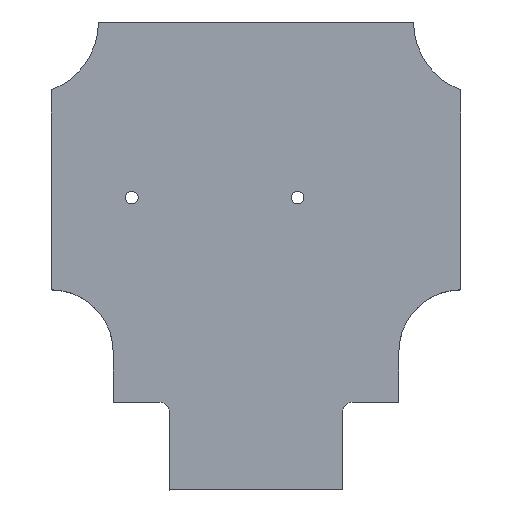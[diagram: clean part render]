
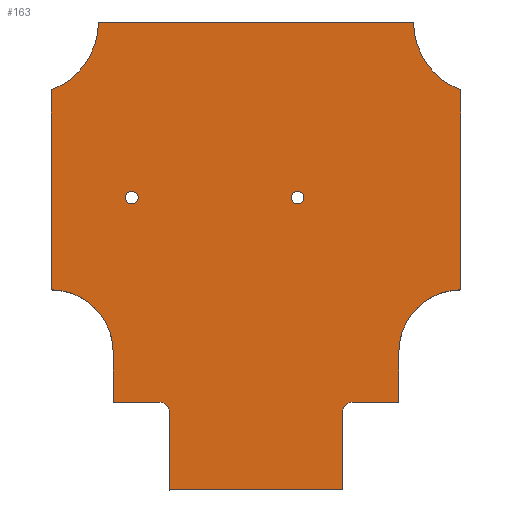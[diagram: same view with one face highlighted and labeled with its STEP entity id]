
A CAD part, top view. The second image highlights one B-rep face of the part: STEP entity #163.
In plain terms, the highlighted planar face has unit normal (0, 0, 1).
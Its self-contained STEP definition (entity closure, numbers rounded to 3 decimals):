
#163=ADVANCED_FACE('',(#350,#351,#352),#353,.T.);
#350=FACE_BOUND('',#562,.T.);
#351=FACE_BOUND('',#563,.T.);
#352=FACE_OUTER_BOUND('',#564,.T.);
#353=PLANE('',#565);
#562=EDGE_LOOP('',(#1003,#1004));
#563=EDGE_LOOP('',(#1005,#1006));
#564=EDGE_LOOP('',(#1007,#1008,#1009,#1010,#1011,#1012,#1013,#1014,#1015,#1016,#1017,#1018,#1019,#1020,#1021,#1022,#1023,#1024,#1025,#1026,#1027,#1028));
#565=AXIS2_PLACEMENT_3D('',#1029,#1030,#1031);
#1003=ORIENTED_EDGE('',*,*,#1492,.T.);
#1004=ORIENTED_EDGE('',*,*,#1432,.T.);
#1005=ORIENTED_EDGE('',*,*,#1507,.T.);
#1006=ORIENTED_EDGE('',*,*,#1401,.T.);
#1007=ORIENTED_EDGE('',*,*,#1477,.T.);
#1008=ORIENTED_EDGE('',*,*,#1454,.T.);
#1009=ORIENTED_EDGE('',*,*,#1459,.F.);
#1010=ORIENTED_EDGE('',*,*,#1485,.F.);
#1011=ORIENTED_EDGE('',*,*,#1508,.T.);
#1012=ORIENTED_EDGE('',*,*,#1509,.T.);
#1013=ORIENTED_EDGE('',*,*,#1510,.T.);
#1014=ORIENTED_EDGE('',*,*,#1511,.T.);
#1015=ORIENTED_EDGE('',*,*,#1498,.T.);
#1016=ORIENTED_EDGE('',*,*,#1512,.T.);
#1017=ORIENTED_EDGE('',*,*,#1505,.T.);
#1018=ORIENTED_EDGE('',*,*,#1513,.T.);
#1019=ORIENTED_EDGE('',*,*,#1321,.T.);
#1020=ORIENTED_EDGE('',*,*,#1501,.T.);
#1021=ORIENTED_EDGE('',*,*,#1514,.T.);
#1022=ORIENTED_EDGE('',*,*,#1515,.T.);
#1023=ORIENTED_EDGE('',*,*,#1482,.T.);
#1024=ORIENTED_EDGE('',*,*,#1516,.T.);
#1025=ORIENTED_EDGE('',*,*,#1383,.T.);
#1026=ORIENTED_EDGE('',*,*,#1403,.F.);
#1027=ORIENTED_EDGE('',*,*,#1328,.F.);
#1028=ORIENTED_EDGE('',*,*,#1517,.T.);
#1029=CARTESIAN_POINT('',(0.,2.887,11.905));
#1030=DIRECTION('',(0.0,0.0,1.0));
#1031=DIRECTION('',(1.0,0.0,0.0));
#1321=EDGE_CURVE('',#1588,#1585,#1589,.F.);
#1328=EDGE_CURVE('',#1599,#1595,#1601,.T.);
#1383=EDGE_CURVE('',#1705,#1703,#1706,.F.);
#1401=EDGE_CURVE('',#1730,#1734,#1736,.T.);
#1403=EDGE_CURVE('',#1595,#1703,#1738,.T.);
#1432=EDGE_CURVE('',#1780,#1784,#1786,.T.);
#1454=EDGE_CURVE('',#1818,#1816,#1819,.F.);
#1459=EDGE_CURVE('',#1823,#1816,#1825,.T.);
#1477=EDGE_CURVE('',#1849,#1818,#1850,.F.);
#1482=EDGE_CURVE('',#1853,#1855,#1857,.F.);
#1485=EDGE_CURVE('',#1859,#1823,#1861,.T.);
#1492=EDGE_CURVE('',#1784,#1780,#1869,.T.);
#1498=EDGE_CURVE('',#1872,#1875,#1877,.F.);
#1501=EDGE_CURVE('',#1585,#1879,#1881,.F.);
#1505=EDGE_CURVE('',#1883,#1885,#1887,.F.);
#1507=EDGE_CURVE('',#1734,#1730,#1889,.T.);
#1508=EDGE_CURVE('',#1859,#1890,#1891,.F.);
#1509=EDGE_CURVE('',#1890,#1892,#1893,.F.);
#1510=EDGE_CURVE('',#1892,#1894,#1895,.F.);
#1511=EDGE_CURVE('',#1894,#1872,#1896,.F.);
#1512=EDGE_CURVE('',#1875,#1883,#1897,.F.);
#1513=EDGE_CURVE('',#1885,#1588,#1898,.T.);
#1514=EDGE_CURVE('',#1879,#1899,#1900,.F.);
#1515=EDGE_CURVE('',#1899,#1853,#1901,.F.);
#1516=EDGE_CURVE('',#1855,#1705,#1902,.F.);
#1517=EDGE_CURVE('',#1599,#1849,#1903,.F.);
#1585=VERTEX_POINT('',#1982);
#1588=VERTEX_POINT('',#1986);
#1589=CIRCLE('',#1987,17.25);
#1595=VERTEX_POINT('',#1994);
#1599=VERTEX_POINT('',#1999);
#1601=CIRCLE('',#2002,2.25);
#1703=VERTEX_POINT('',#2134);
#1705=VERTEX_POINT('',#2137);
#1706=LINE('',#2138,#2139);
#1730=VERTEX_POINT('',#2171);
#1734=VERTEX_POINT('',#2176);
#1736=CIRCLE('',#2179,1.5);
#1738=CIRCLE('',#2181,2.25);
#1780=VERTEX_POINT('',#2238);
#1784=VERTEX_POINT('',#2243);
#1786=CIRCLE('',#2246,1.5);
#1816=VERTEX_POINT('',#2287);
#1818=VERTEX_POINT('',#2290);
#1819=LINE('',#2291,#2292);
#1823=VERTEX_POINT('',#2297);
#1825=CIRCLE('',#2300,2.25);
#1849=VERTEX_POINT('',#2331);
#1850=LINE('',#2332,#2333);
#1853=VERTEX_POINT('',#2337);
#1855=VERTEX_POINT('',#2340);
#1857=CIRCLE('',#2343,14.775);
#1859=VERTEX_POINT('',#2345);
#1861=CIRCLE('',#2348,2.25);
#1869=CIRCLE('',#2357,1.5);
#1872=VERTEX_POINT('',#2360);
#1875=VERTEX_POINT('',#2365);
#1877=LINE('',#2368,#2369);
#1879=VERTEX_POINT('',#2371);
#1881=CIRCLE('',#2374,17.25);
#1883=VERTEX_POINT('',#2376);
#1885=VERTEX_POINT('',#2379);
#1887=CIRCLE('',#2382,17.25);
#1889=CIRCLE('',#2384,1.5);
#1890=VERTEX_POINT('',#2385);
#1891=LINE('',#2386,#2387);
#1892=VERTEX_POINT('',#2388);
#1893=LINE('',#2389,#2390);
#1894=VERTEX_POINT('',#2391);
#1895=CIRCLE('',#2392,14.775);
#1896=CIRCLE('',#2393,14.775);
#1897=CIRCLE('',#2394,17.25);
#1898=LINE('',#2395,#2396);
#1899=VERTEX_POINT('',#2397);
#1900=LINE('',#2398,#2399);
#1901=CIRCLE('',#2400,14.775);
#1902=LINE('',#2401,#2402);
#1903=LINE('',#2403,#2404);
#1982=CARTESIAN_POINT('',(-40.641,45.772,11.905));
#1986=CARTESIAN_POINT('',(-37.51,55.682,11.905));
#1987=AXIS2_PLACEMENT_3D('',#2513,#2514,#2515);
#1994=CARTESIAN_POINT('',(-21.312,-35.492,11.905));
#1999=CARTESIAN_POINT('',(-20.653,-37.083,11.905));
#2002=AXIS2_PLACEMENT_3D('',#2525,#2526,#2527);
#2134=CARTESIAN_POINT('',(-22.903,-34.833,11.905));
#2137=CARTESIAN_POINT('',(-34.019,-34.833,11.905));
#2138=CARTESIAN_POINT('',(-13.793,-34.833,11.905));
#2139=VECTOR('',#2622,1.0);
#2171=CARTESIAN_POINT('',(9.917,12.389,11.905));
#2176=CARTESIAN_POINT('',(9.917,15.389,11.905));
#2179=AXIS2_PLACEMENT_3D('',#2645,#2646,#2647);
#2181=AXIS2_PLACEMENT_3D('',#2648,#2649,#2650);
#2238=CARTESIAN_POINT('',(-29.563,12.389,11.905));
#2243=CARTESIAN_POINT('',(-29.563,15.389,11.905));
#2246=AXIS2_PLACEMENT_3D('',#2683,#2684,#2685);
#2287=CARTESIAN_POINT('',(20.653,-37.083,11.905));
#2290=CARTESIAN_POINT('',(20.653,-55.682,11.905));
#2291=CARTESIAN_POINT('',(20.653,-21.311,11.905));
#2292=VECTOR('',#2713,1.0);
#2297=CARTESIAN_POINT('',(21.312,-35.492,11.905));
#2300=AXIS2_PLACEMENT_3D('',#2719,#2720,#2721);
#2331=CARTESIAN_POINT('',(-20.653,-55.682,11.905));
#2332=CARTESIAN_POINT('',(0.,-55.682,11.905));
#2333=VECTOR('',#2741,1.0);
#2337=CARTESIAN_POINT('',(-38.346,-12.393,11.905));
#2340=CARTESIAN_POINT('',(-34.019,-22.841,11.905));
#2343=AXIS2_PLACEMENT_3D('',#2745,#2746,#2747);
#2345=CARTESIAN_POINT('',(22.903,-34.833,11.905));
#2348=AXIS2_PLACEMENT_3D('',#2749,#2750,#2751);
#2357=AXIS2_PLACEMENT_3D('',#2759,#2760,#2761);
#2360=CARTESIAN_POINT('',(48.734,-8.066,11.905));
#2365=CARTESIAN_POINT('',(48.734,39.52,11.905));
#2368=CARTESIAN_POINT('',(48.734,9.288,11.905));
#2369=VECTOR('',#2768,1.0);
#2371=CARTESIAN_POINT('',(-48.734,39.52,11.905));
#2374=AXIS2_PLACEMENT_3D('',#2770,#2771,#2772);
#2376=CARTESIAN_POINT('',(40.641,45.772,11.905));
#2379=CARTESIAN_POINT('',(37.51,55.682,11.905));
#2382=AXIS2_PLACEMENT_3D('',#2775,#2776,#2777);
#2384=AXIS2_PLACEMENT_3D('',#2778,#2779,#2780);
#2385=CARTESIAN_POINT('',(34.019,-34.833,11.905));
#2386=CARTESIAN_POINT('',(13.793,-34.833,11.905));
#2387=VECTOR('',#2781,1.0);
#2388=CARTESIAN_POINT('',(34.019,-22.841,11.905));
#2389=CARTESIAN_POINT('',(34.019,-13.038,11.905));
#2390=VECTOR('',#2782,1.0);
#2391=CARTESIAN_POINT('',(38.346,-12.393,11.905));
#2392=AXIS2_PLACEMENT_3D('',#2783,#2784,#2785);
#2393=AXIS2_PLACEMENT_3D('',#2786,#2787,#2788);
#2394=AXIS2_PLACEMENT_3D('',#2789,#2790,#2791);
#2395=CARTESIAN_POINT('',(37.76,55.682,11.905));
#2396=VECTOR('',#2792,1.0);
#2397=CARTESIAN_POINT('',(-48.734,-8.066,11.905));
#2398=CARTESIAN_POINT('',(-48.734,9.288,11.905));
#2399=VECTOR('',#2793,1.0);
#2400=AXIS2_PLACEMENT_3D('',#2794,#2795,#2796);
#2401=CARTESIAN_POINT('',(-34.019,-13.038,11.905));
#2402=VECTOR('',#2797,1.0);
#2403=CARTESIAN_POINT('',(-20.653,-21.311,11.905));
#2404=VECTOR('',#2798,1.0);
#2513=CARTESIAN_POINT('',(-54.76,55.682,11.905));
#2514=DIRECTION('',(0.0,0.0,1.0));
#2515=DIRECTION('',(0.818,-0.575,0.0));
#2525=CARTESIAN_POINT('',(-22.903,-37.083,11.905));
#2526=DIRECTION('',(0.0,-0.0,1.0));
#2527=DIRECTION('',(0.707,0.707,0.0));
#2622=DIRECTION('',(-1.0,0.,0.0));
#2645=CARTESIAN_POINT('',(9.917,13.889,11.905));
#2646=DIRECTION('',(0.0,-0.0,-1.0));
#2647=DIRECTION('',(0.,-1.0,0.0));
#2648=CARTESIAN_POINT('',(-22.903,-37.083,11.905));
#2649=DIRECTION('',(0.0,-0.0,1.0));
#2650=DIRECTION('',(0.707,0.707,0.0));
#2683=CARTESIAN_POINT('',(-29.563,13.889,11.905));
#2684=DIRECTION('',(0.0,-0.0,-1.0));
#2685=DIRECTION('',(0.,-1.0,0.0));
#2713=DIRECTION('',(0.,-1.0,0.0));
#2719=CARTESIAN_POINT('',(22.903,-37.083,11.905));
#2720=DIRECTION('',(0.0,0.0,1.0));
#2721=DIRECTION('',(-0.707,0.707,0.0));
#2741=DIRECTION('',(-1.0,0.,0.0));
#2745=CARTESIAN_POINT('',(-48.794,-22.841,11.905));
#2746=DIRECTION('',(0.0,-0.0,1.0));
#2747=DIRECTION('',(0.707,0.707,0.0));
#2749=CARTESIAN_POINT('',(22.903,-37.083,11.905));
#2750=DIRECTION('',(0.0,0.0,1.0));
#2751=DIRECTION('',(-0.707,0.707,0.0));
#2759=CARTESIAN_POINT('',(-29.563,13.889,11.905));
#2760=DIRECTION('',(0.0,-0.0,-1.0));
#2761=DIRECTION('',(0.,-1.0,0.0));
#2768=DIRECTION('',(0.,-1.0,0.0));
#2770=CARTESIAN_POINT('',(-54.76,55.682,11.905));
#2771=DIRECTION('',(0.0,0.0,1.0));
#2772=DIRECTION('',(0.818,-0.575,0.0));
#2775=CARTESIAN_POINT('',(54.76,55.682,11.905));
#2776=DIRECTION('',(0.0,0.0,1.0));
#2777=DIRECTION('',(-0.818,-0.575,0.0));
#2778=CARTESIAN_POINT('',(9.917,13.889,11.905));
#2779=DIRECTION('',(0.0,-0.0,-1.0));
#2780=DIRECTION('',(0.,-1.0,0.0));
#2781=DIRECTION('',(-1.0,0.,0.0));
#2782=DIRECTION('',(0.,-1.0,0.0));
#2783=CARTESIAN_POINT('',(48.794,-22.841,11.905));
#2784=DIRECTION('',(0.0,0.0,1.0));
#2785=DIRECTION('',(-0.707,0.707,0.0));
#2786=CARTESIAN_POINT('',(48.794,-22.841,11.905));
#2787=DIRECTION('',(0.0,0.0,1.0));
#2788=DIRECTION('',(-0.707,0.707,0.0));
#2789=CARTESIAN_POINT('',(54.76,55.682,11.905));
#2790=DIRECTION('',(0.0,0.0,1.0));
#2791=DIRECTION('',(-0.818,-0.575,0.0));
#2792=DIRECTION('',(-1.0,0.,0.0));
#2793=DIRECTION('',(0.,1.0,0.0));
#2794=CARTESIAN_POINT('',(-48.794,-22.841,11.905));
#2795=DIRECTION('',(0.0,-0.0,1.0));
#2796=DIRECTION('',(0.707,0.707,0.0));
#2797=DIRECTION('',(0.,1.0,0.0));
#2798=DIRECTION('',(0.,1.0,0.0));
